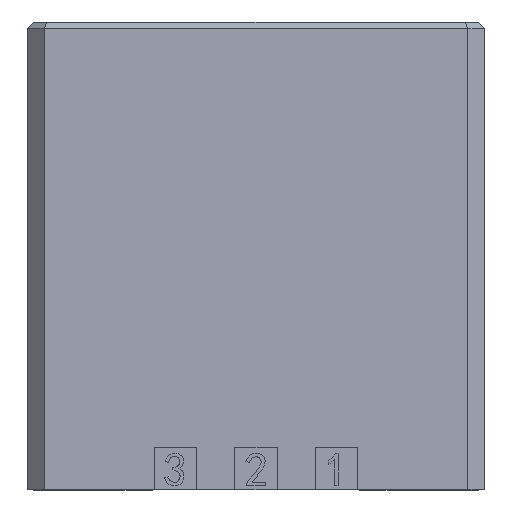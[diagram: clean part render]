
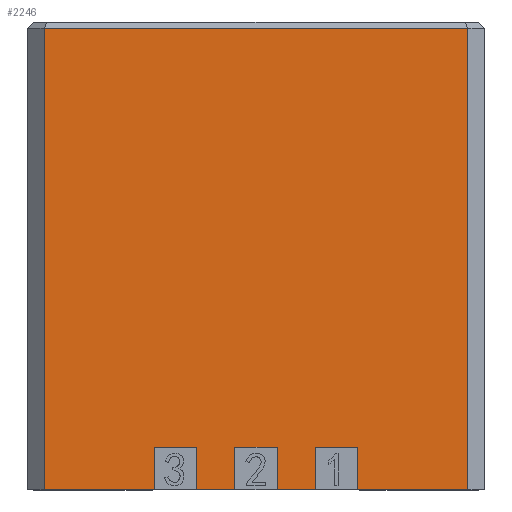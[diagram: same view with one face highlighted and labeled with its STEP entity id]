
A CAD part, top view. The second image highlights one B-rep face of the part: STEP entity #2246.
In plain terms, the highlighted planar face has unit normal (0, 0, 1).
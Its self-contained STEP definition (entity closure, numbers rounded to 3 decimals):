
#1821=CARTESIAN_POINT('',(-10.01,-22.1,4.675));
#1822=VERTEX_POINT('',#1821);
#1829=CARTESIAN_POINT('',(-10.01,-0.3,4.675));
#1830=VERTEX_POINT('',#1829);
#1831=CARTESIAN_POINT('',(-10.01,-22.1,4.675));
#1832=DIRECTION('',(0.,1.,0.));
#1833=VECTOR('',#1832,21.8);
#1834=LINE('',#1831,#1833);
#1835=EDGE_CURVE('',#1822,#1830,#1834,.T.);
#1852=CARTESIAN_POINT('',(10.01,-22.1,4.675));
#1853=VERTEX_POINT('',#1852);
#1861=CARTESIAN_POINT('',(10.01,-0.3,4.675));
#1862=VERTEX_POINT('',#1861);
#1869=CARTESIAN_POINT('',(10.01,-0.3,4.675));
#1870=DIRECTION('',(0.,-1.,0.));
#1871=VECTOR('',#1870,21.8);
#1872=LINE('',#1869,#1871);
#1873=EDGE_CURVE('',#1862,#1853,#1872,.T.);
#2113=CARTESIAN_POINT('',(-10.01,-0.3,4.675));
#2114=DIRECTION('',(1.,0.,0.));
#2115=VECTOR('',#2114,20.02);
#2116=LINE('',#2113,#2115);
#2117=EDGE_CURVE('',#1830,#1862,#2116,.T.);
#2134=CARTESIAN_POINT('',(0.,-11.05,4.675));
#2135=DIRECTION('',(-1.,0.,0.));
#2136=DIRECTION('',(0.,0.,1.));
#2137=AXIS2_PLACEMENT_3D('',#2134,#2136,#2135);
#2138=PLANE('',#2137);
#2139=CARTESIAN_POINT('',(-4.81,-22.1,4.675));
#2140=VERTEX_POINT('',#2139);
#2141=CARTESIAN_POINT('',(-10.01,-22.1,4.675));
#2142=DIRECTION('',(1.,0.,0.));
#2143=VECTOR('',#2142,5.2);
#2144=LINE('',#2141,#2143);
#2145=EDGE_CURVE('',#1822,#2140,#2144,.T.);
#2146=ORIENTED_EDGE('',*,*,#2145,.T.);
#2147=CARTESIAN_POINT('',(-4.81,-20.1,4.675));
#2148=VERTEX_POINT('',#2147);
#2149=CARTESIAN_POINT('',(-4.81,-22.1,4.675));
#2150=DIRECTION('',(0.,1.,0.));
#2151=VECTOR('',#2150,2.);
#2152=LINE('',#2149,#2151);
#2153=EDGE_CURVE('',#2140,#2148,#2152,.T.);
#2154=ORIENTED_EDGE('',*,*,#2153,.T.);
#2155=CARTESIAN_POINT('',(-2.81,-20.1,4.675));
#2156=VERTEX_POINT('',#2155);
#2157=CARTESIAN_POINT('',(-4.81,-20.1,4.675));
#2158=DIRECTION('',(1.,0.,0.));
#2159=VECTOR('',#2158,2.);
#2160=LINE('',#2157,#2159);
#2161=EDGE_CURVE('',#2148,#2156,#2160,.T.);
#2162=ORIENTED_EDGE('',*,*,#2161,.T.);
#2163=CARTESIAN_POINT('',(-2.81,-22.1,4.675));
#2164=VERTEX_POINT('',#2163);
#2165=CARTESIAN_POINT('',(-2.81,-20.1,4.675));
#2166=DIRECTION('',(0.,-1.,0.));
#2167=VECTOR('',#2166,2.);
#2168=LINE('',#2165,#2167);
#2169=EDGE_CURVE('',#2156,#2164,#2168,.T.);
#2170=ORIENTED_EDGE('',*,*,#2169,.T.);
#2171=CARTESIAN_POINT('',(-1.,-22.1,4.675));
#2172=VERTEX_POINT('',#2171);
#2173=CARTESIAN_POINT('',(-2.81,-22.1,4.675));
#2174=DIRECTION('',(1.,0.,0.));
#2175=VECTOR('',#2174,1.81);
#2176=LINE('',#2173,#2175);
#2177=EDGE_CURVE('',#2164,#2172,#2176,.T.);
#2178=ORIENTED_EDGE('',*,*,#2177,.T.);
#2179=CARTESIAN_POINT('',(-1.,-20.1,4.675));
#2180=VERTEX_POINT('',#2179);
#2181=CARTESIAN_POINT('',(-1.,-22.1,4.675));
#2182=DIRECTION('',(0.,1.,0.));
#2183=VECTOR('',#2182,2.);
#2184=LINE('',#2181,#2183);
#2185=EDGE_CURVE('',#2172,#2180,#2184,.T.);
#2186=ORIENTED_EDGE('',*,*,#2185,.T.);
#2187=CARTESIAN_POINT('',(1.,-20.1,4.675));
#2188=VERTEX_POINT('',#2187);
#2189=CARTESIAN_POINT('',(-1.,-20.1,4.675));
#2190=DIRECTION('',(1.,0.,0.));
#2191=VECTOR('',#2190,2.);
#2192=LINE('',#2189,#2191);
#2193=EDGE_CURVE('',#2180,#2188,#2192,.T.);
#2194=ORIENTED_EDGE('',*,*,#2193,.T.);
#2195=CARTESIAN_POINT('',(1.,-22.1,4.675));
#2196=VERTEX_POINT('',#2195);
#2197=CARTESIAN_POINT('',(1.,-20.1,4.675));
#2198=DIRECTION('',(0.,-1.,0.));
#2199=VECTOR('',#2198,2.);
#2200=LINE('',#2197,#2199);
#2201=EDGE_CURVE('',#2188,#2196,#2200,.T.);
#2202=ORIENTED_EDGE('',*,*,#2201,.T.);
#2203=CARTESIAN_POINT('',(2.81,-22.1,4.675));
#2204=VERTEX_POINT('',#2203);
#2205=CARTESIAN_POINT('',(1.,-22.1,4.675));
#2206=DIRECTION('',(1.,0.,0.));
#2207=VECTOR('',#2206,1.81);
#2208=LINE('',#2205,#2207);
#2209=EDGE_CURVE('',#2196,#2204,#2208,.T.);
#2210=ORIENTED_EDGE('',*,*,#2209,.T.);
#2211=CARTESIAN_POINT('',(2.81,-20.1,4.675));
#2212=VERTEX_POINT('',#2211);
#2213=CARTESIAN_POINT('',(2.81,-22.1,4.675));
#2214=DIRECTION('',(0.,1.,0.));
#2215=VECTOR('',#2214,2.);
#2216=LINE('',#2213,#2215);
#2217=EDGE_CURVE('',#2204,#2212,#2216,.T.);
#2218=ORIENTED_EDGE('',*,*,#2217,.T.);
#2219=CARTESIAN_POINT('',(4.81,-20.1,4.675));
#2220=VERTEX_POINT('',#2219);
#2221=CARTESIAN_POINT('',(2.81,-20.1,4.675));
#2222=DIRECTION('',(1.,0.,0.));
#2223=VECTOR('',#2222,2.);
#2224=LINE('',#2221,#2223);
#2225=EDGE_CURVE('',#2212,#2220,#2224,.T.);
#2226=ORIENTED_EDGE('',*,*,#2225,.T.);
#2227=CARTESIAN_POINT('',(4.81,-22.1,4.675));
#2228=VERTEX_POINT('',#2227);
#2229=CARTESIAN_POINT('',(4.81,-20.1,4.675));
#2230=DIRECTION('',(0.,-1.,0.));
#2231=VECTOR('',#2230,2.);
#2232=LINE('',#2229,#2231);
#2233=EDGE_CURVE('',#2220,#2228,#2232,.T.);
#2234=ORIENTED_EDGE('',*,*,#2233,.T.);
#2235=CARTESIAN_POINT('',(4.81,-22.1,4.675));
#2236=DIRECTION('',(1.,0.,0.));
#2237=VECTOR('',#2236,5.2);
#2238=LINE('',#2235,#2237);
#2239=EDGE_CURVE('',#2228,#1853,#2238,.T.);
#2240=ORIENTED_EDGE('',*,*,#2239,.T.);
#2241=ORIENTED_EDGE('',*,*,#1873,.F.);
#2242=ORIENTED_EDGE('',*,*,#2117,.F.);
#2243=ORIENTED_EDGE('',*,*,#1835,.F.);
#2244=EDGE_LOOP('',(#2146,#2154,#2162,#2170,#2178,#2186,#2194,#2202,#2210,#2218,#2226,#2234,#2240,#2241,#2242,#2243));
#2245=FACE_OUTER_BOUND('',#2244,.T.);
#2246=ADVANCED_FACE('',(#2245),#2138,.T.);
